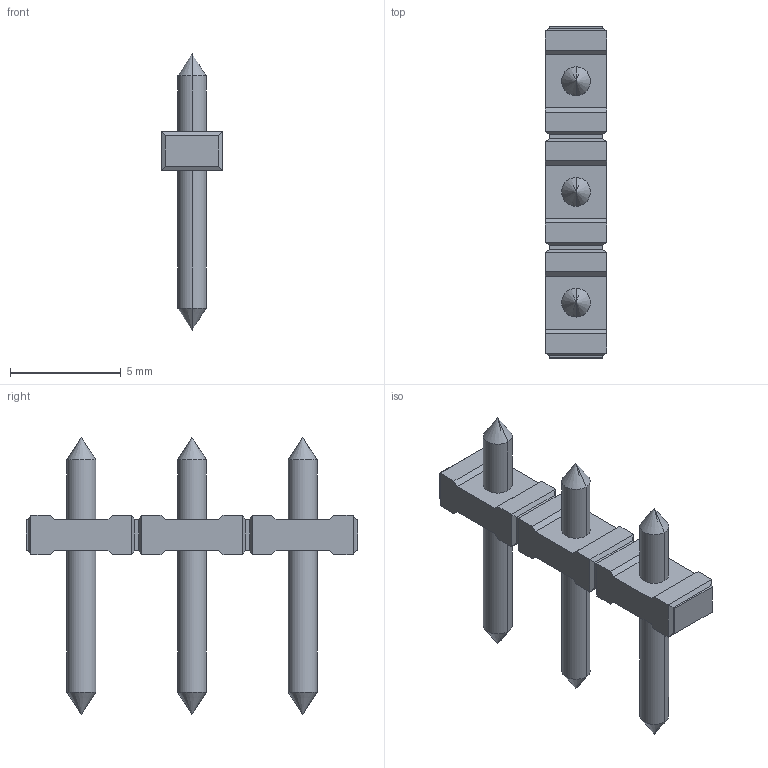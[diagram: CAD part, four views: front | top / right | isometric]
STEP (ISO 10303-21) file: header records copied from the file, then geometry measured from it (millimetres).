
FILE_DESCRIPTION((''),'2;1');
FILE_NAME('PRT0007','2024-09-29T13:30:59',('tluser'),(''),'CREO PARAMETRIC BY PTC INC, 2018100','CREO PARAMETRIC BY PTC INC, 2018100','');
FILE_SCHEMA(('CONFIG_CONTROL_DESIGN'));
Length unit declared in the file: millimetre
Products named in the file (1): PRT0007
Bounding box: 2.8 x 15 x 12.5 mm (x, y, z)
Volume: 104.1 mm3; surface area: 263.7 mm2
Topology: 1 solids, 1 shells, 102 faces, 240 edges, 134 vertices
Faces by surface type: plane 78, cylinder 12, cone 12
Entity records: 2762 total; most frequent: CARTESIAN_POINT 464, DIRECTION 456, ORIENTED_EDGE 456, EDGE_CURVE 228, VECTOR 204, LINE 204, VERTEX_POINT 134, AXIS2_PLACEMENT_3D 126
